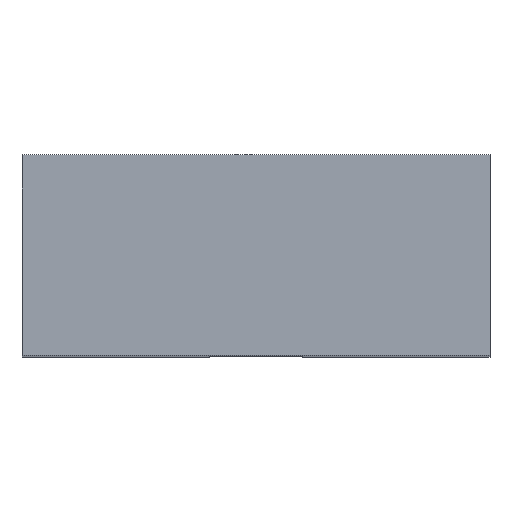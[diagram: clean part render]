
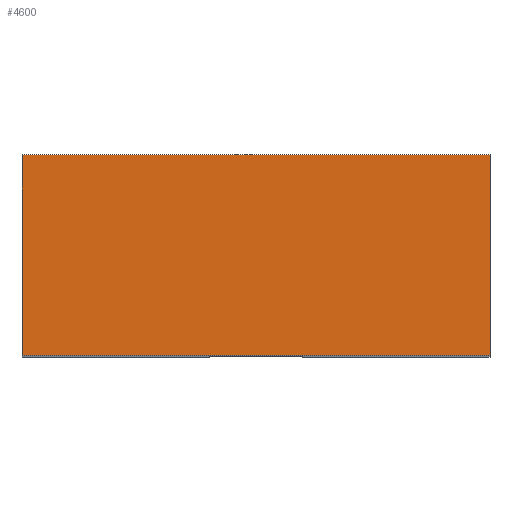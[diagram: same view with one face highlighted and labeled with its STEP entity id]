
A CAD part, top view. The second image highlights one B-rep face of the part: STEP entity #4600.
In plain terms, the highlighted face is planar.
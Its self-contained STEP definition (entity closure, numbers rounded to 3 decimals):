
#780=CARTESIAN_POINT('',(5.607,-9.175,
56.36));
#790=VERTEX_POINT('',#780);
#820=CARTESIAN_POINT('',(5.607,-9.175,47.075));
#830=DIRECTION('',(0.,0.,-1.));
#840=VECTOR('',#830,1.);
#850=LINE('',#820,#840);
#860=CARTESIAN_POINT('',(5.607,-9.175,
49.36));
#870=VERTEX_POINT('',#860);
#880=EDGE_CURVE('',#790,#870,#850,.T.);
#1750=CARTESIAN_POINT('',(2.607,-9.175,
49.36));
#1760=VERTEX_POINT('',#1750);
#1790=CARTESIAN_POINT('',(2.607,-9.175,47.075))
;
#1800=DIRECTION('',(0.,0.,-1.));
#1810=VECTOR('',#1800,1.);
#1820=LINE('',#1790,#1810);
#1830=CARTESIAN_POINT('',(2.607,-9.175,
56.36));
#1840=VERTEX_POINT('',#1830);
#1850=EDGE_CURVE('',#1840,#1760,#1820,.T.);
#3690=CARTESIAN_POINT('',(5.607,-9.175,
56.36));
#3700=DIRECTION('',(-1.,0.,0.));
#3710=VECTOR('',#3700,1.);
#3720=LINE('',#3690,#3710);
#3730=EDGE_CURVE('',#790,#1840,#3720,.T.);
#4440=CARTESIAN_POINT('',(4.765,-9.175,
63.368));
#4450=DIRECTION('',(0.,1.,0.));
#4460=DIRECTION('',(-1.,0.,0.));
#4470=AXIS2_PLACEMENT_3D('',#4440,#4450,#4460);
#4480=PLANE('',#4470);
#4490=CARTESIAN_POINT('',(5.607,-9.175,
49.36));
#4500=DIRECTION('',(-1.,0.,0.));
#4510=VECTOR('',#4500,1.);
#4520=LINE('',#4490,#4510);
#4530=EDGE_CURVE('',#870,#1760,#4520,.T.);
#4540=ORIENTED_EDGE('',*,*,#4530,.T.);
#4550=ORIENTED_EDGE('',*,*,#880,.T.);
#4560=ORIENTED_EDGE('',*,*,#3730,.F.);
#4570=ORIENTED_EDGE('',*,*,#1850,.F.);
#4580=EDGE_LOOP('',(#4570,#4560,#4550,#4540));
#4590=FACE_OUTER_BOUND('',#4580,.T.);
#4600=ADVANCED_FACE('',(#4590),#4480,.T.);
